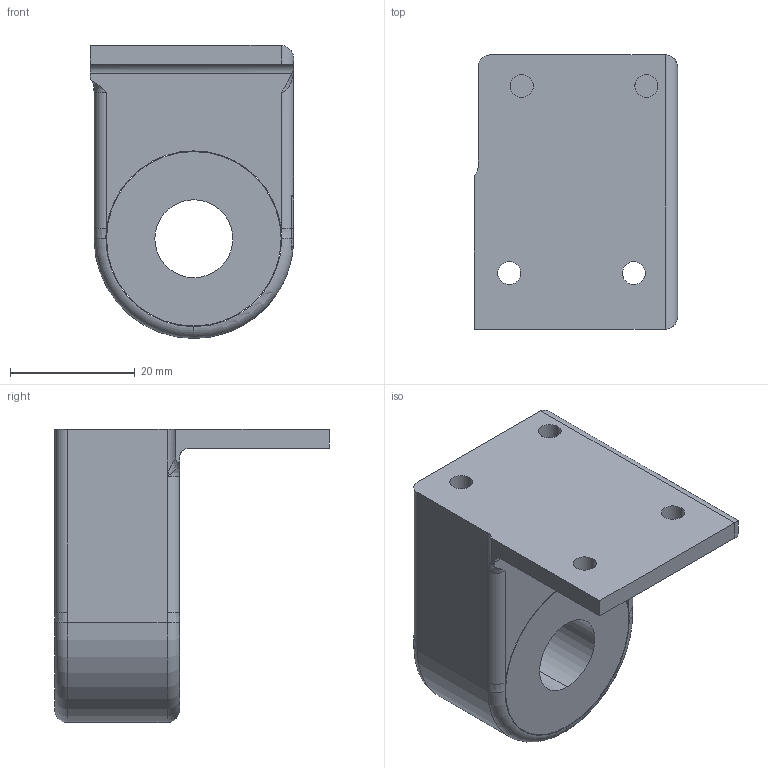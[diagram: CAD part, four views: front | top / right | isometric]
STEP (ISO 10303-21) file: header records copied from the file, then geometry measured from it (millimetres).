
FILE_DESCRIPTION (( 'STEP AP203' ), '1' );
FILE_NAME ('Front Gear Mount.STEP', '2025-12-09T16:42:51', ( '' ), ( '' ), 'SwSTEP 2.0', 'SolidWorks 2025', '' );
FILE_SCHEMA (( 'CONFIG_CONTROL_DESIGN' ));
Length unit declared in the file: millimetre
Products named in the file (1): Front Gear Mount
Bounding box: 32.59 x 44 x 47 mm (x, y, z)
Volume: 23067.4 mm3; surface area: 10550.8 mm2
Topology: 2 solids, 2 shells, 54 faces, 134 edges, 82 vertices
Faces by surface type: cylinder 27, plane 12, bspline 8, torus 7
Entity records: 1874 total; most frequent: CARTESIAN_POINT 545, ORIENTED_EDGE 264, DIRECTION 263, EDGE_CURVE 132, AXIS2_PLACEMENT_3D 108, VERTEX_POINT 82, EDGE_LOOP 62, CIRCLE 61
